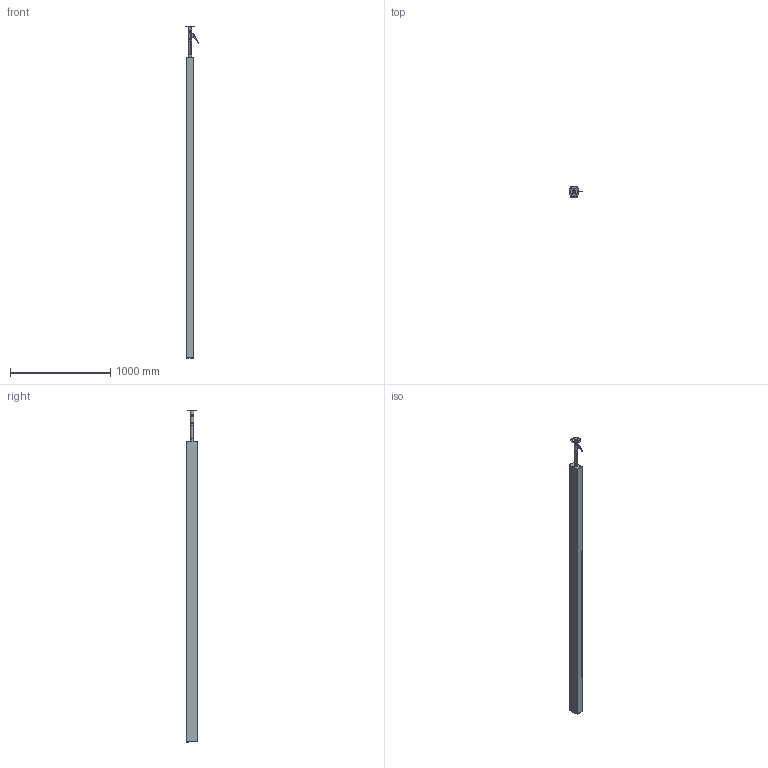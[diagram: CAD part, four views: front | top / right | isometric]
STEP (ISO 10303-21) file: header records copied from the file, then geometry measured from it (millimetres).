
FILE_DESCRIPTION (( 'STEP AP214' ), '1' );
FILE_NAME ('6288943.stp', '2016-06-22T09:14:44', ( '' ), ( '' ), 'SwSTEP 2.0', 'SolidWorks 2014', '' );
FILE_SCHEMA (( 'AUTOMOTIVE_DESIGN' ));
Length unit declared in the file: millimetre
Products named in the file (15): 030909_L=3000; 026360_L=3000; 013125_L=3000; 076844_Bohrung hinzu; 076847_Standard; 000108_Standard; 000109_Standard; 076843_bohrungen hinzu; 076860_Standard; 076846_Bohrung hinzu; 076842_Bohrung hinzu; 076845_Bohrung hinzu; 6288943; 076850_Standard; 076849_Standard
Assembly tree (15 placements, depth 3):
  6288943
    013125_L=3000
    030909_L=3000
      026360_L=3000
    000109_Standard
      000108_Standard
    000108_Standard
    076860_Standard
      076842_Bohrung hinzu
      076843_bohrungen hinzu
      076844_Bohrung hinzu
      076845_Bohrung hinzu
      076846_Bohrung hinzu
      076847_Standard
    076850_Standard
    076849_Standard
Bounding box: 139.42 x 110 x 3319.88 mm (x, y, z)
Volume: 2449844.2 mm3; surface area: 2553956.2 mm2
Topology: 13 solids, 13 shells, 189 faces, 467 edges, 308 vertices
Faces by surface type: cylinder 94, plane 89, cone 4, torus 2
Entity records: 6106 total; most frequent: CARTESIAN_POINT 1067, DIRECTION 1019, ORIENTED_EDGE 886, EDGE_CURVE 443, AXIS2_PLACEMENT_3D 388, VERTEX_POINT 292, LINE 243, VECTOR 243
